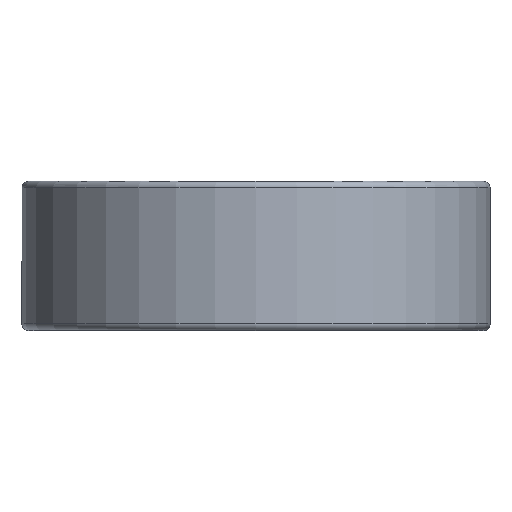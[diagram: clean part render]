
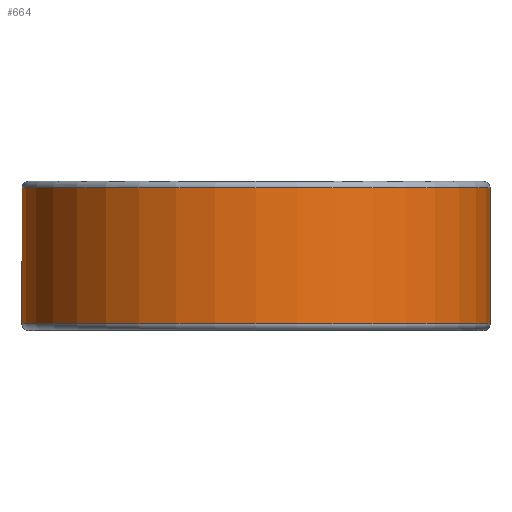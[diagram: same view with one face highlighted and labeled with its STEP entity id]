
A CAD part, top view. The second image highlights one B-rep face of the part: STEP entity #664.
In plain terms, the highlighted cylindrical face has radius 27.407 mm (diameter 54.813 mm), a partial arc.
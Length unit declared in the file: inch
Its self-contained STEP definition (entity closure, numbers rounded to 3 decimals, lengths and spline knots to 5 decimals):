
#85 = CARTESIAN_POINT ( 'NONE',  ( 1.079, 0.31375, 0. ) ) ;
#152 = VERTEX_POINT ( 'NONE', #85 ) ;
#226 = LINE ( 'NONE', #1777, #1551 ) ;
#293 = ORIENTED_EDGE ( 'NONE', *, *, #1518, .F. ) ;
#311 = EDGE_LOOP ( 'NONE', ( #1135, #1652, #293, #932 ) ) ;
#316 = DIRECTION ( 'NONE',  ( 0., 0., -1. ) ) ;
#333 = AXIS2_PLACEMENT_3D ( 'NONE', #960, #957, #944 ) ;
#345 = DIRECTION ( 'NONE',  ( 0., -1., 0. ) ) ;
#369 = EDGE_CURVE ( 'NONE', #1344, #152, #226, .T. ) ;
#385 = VERTEX_POINT ( 'NONE', #1668 ) ;
#395 = CYLINDRICAL_SURFACE ( 'NONE', #1811, 1.079 ) ;
#500 = CARTESIAN_POINT ( 'NONE',  ( 0., 0.31375, 0. ) ) ;
#632 = CARTESIAN_POINT ( 'NONE',  ( 1.079, -0.31375, 0. ) ) ;
#664 = ADVANCED_FACE ( 'NONE', ( #1460 ), #395, .T. ) ;
#680 = DIRECTION ( 'NONE',  ( 0., 0., -1. ) ) ;
#810 = EDGE_CURVE ( 'NONE', #1344, #2445, #1556, .T. ) ;
#932 = ORIENTED_EDGE ( 'NONE', *, *, #810, .F. ) ;
#944 = DIRECTION ( 'NONE',  ( 0., 0., -1. ) ) ;
#957 = DIRECTION ( 'NONE',  ( 0., -1., 0. ) ) ;
#960 = CARTESIAN_POINT ( 'NONE',  ( 0., -0.31375, 0. ) ) ;
#1033 = EDGE_CURVE ( 'NONE', #152, #385, #2112, .T. ) ;
#1055 = VECTOR ( 'NONE', #2193, 39.37008 ) ;
#1135 = ORIENTED_EDGE ( 'NONE', *, *, #369, .T. ) ;
#1344 = VERTEX_POINT ( 'NONE', #632 ) ;
#1460 = FACE_OUTER_BOUND ( 'NONE', #311, .T. ) ;
#1518 = EDGE_CURVE ( 'NONE', #2445, #385, #2348, .T. ) ;
#1551 = VECTOR ( 'NONE', #1802, 39.37008 ) ;
#1556 = CIRCLE ( 'NONE', #333, 1.079 ) ;
#1586 = DIRECTION ( 'NONE',  ( 0., -1., 0. ) ) ;
#1652 = ORIENTED_EDGE ( 'NONE', *, *, #1033, .T. ) ;
#1668 = CARTESIAN_POINT ( 'NONE',  ( 0., 0.31375, -1.079 ) ) ;
#1777 = CARTESIAN_POINT ( 'NONE',  ( 1.079, 0.31375, 0. ) ) ;
#1799 = CARTESIAN_POINT ( 'NONE',  ( 0., -0.31375, -1.079 ) ) ;
#1802 = DIRECTION ( 'NONE',  ( 0., 1., 0. ) ) ;
#1811 = AXIS2_PLACEMENT_3D ( 'NONE', #2269, #1586, #680 ) ;
#1994 = AXIS2_PLACEMENT_3D ( 'NONE', #500, #345, #316 ) ;
#2001 = CARTESIAN_POINT ( 'NONE',  ( 0., 0.31375, -1.079 ) ) ;
#2112 = CIRCLE ( 'NONE', #1994, 1.079 ) ;
#2193 = DIRECTION ( 'NONE',  ( 0., 1., 0. ) ) ;
#2269 = CARTESIAN_POINT ( 'NONE',  ( 0., 0.3125, 0. ) ) ;
#2348 = LINE ( 'NONE', #2001, #1055 ) ;
#2445 = VERTEX_POINT ( 'NONE', #1799 ) ;
